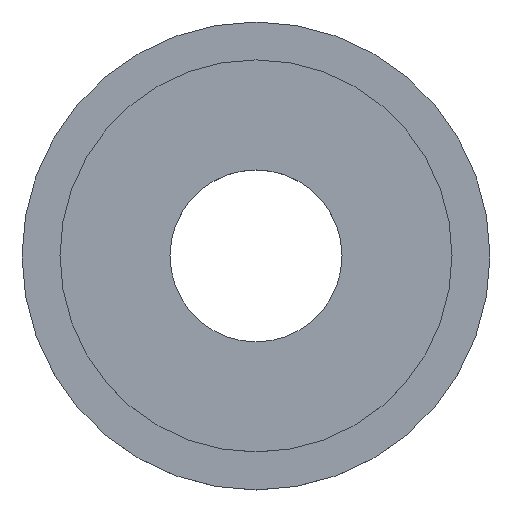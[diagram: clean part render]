
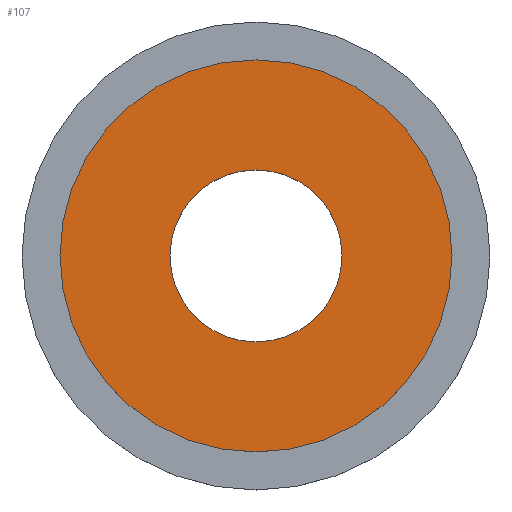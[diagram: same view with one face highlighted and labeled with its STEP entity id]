
A CAD part, top view. The second image highlights one B-rep face of the part: STEP entity #107.
In plain terms, the highlighted planar face has unit normal (0, 0, 1).
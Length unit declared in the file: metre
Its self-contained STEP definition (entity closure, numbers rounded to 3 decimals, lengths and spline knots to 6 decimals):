
#23=PLANE('',#136);
#38=ORIENTED_EDGE('',*,*,#47,.F.);
#39=ORIENTED_EDGE('',*,*,#40,.T.);
#40=EDGE_CURVE('',#48,#48,#56,.T.);
#47=EDGE_CURVE('',#55,#55,#63,.T.);
#48=VERTEX_POINT('',#174);
#55=VERTEX_POINT('',#194);
#56=CIRCLE('',#122,0.0034);
#63=CIRCLE('',#135,0.00775);
#78=EDGE_LOOP('',(#38));
#79=EDGE_LOOP('',(#39));
#94=FACE_BOUND('',#78,.T.);
#95=FACE_BOUND('',#79,.T.);
#107=ADVANCED_FACE('',(#94,#95),#23,.F.);
#122=AXIS2_PLACEMENT_3D('',#173,#141,#142);
#135=AXIS2_PLACEMENT_3D('',#193,#167,#168);
#136=AXIS2_PLACEMENT_3D('',#195,#169,#170);
#141=DIRECTION('',(0.,0.,-1.));
#142=DIRECTION('',(-1.,0.,0.));
#167=DIRECTION('',(0.,0.,-1.));
#168=DIRECTION('',(-1.,0.,0.));
#169=DIRECTION('',(0.,0.,-1.));
#170=DIRECTION('',(-1.,0.,0.));
#173=CARTESIAN_POINT('',(0.,0.,0.0024));
#174=CARTESIAN_POINT('',(-0.0034,0.,0.0024));
#193=CARTESIAN_POINT('',(0.,0.,0.0024));
#194=CARTESIAN_POINT('',(-0.00775,0.,0.0024));
#195=CARTESIAN_POINT('',(0.00775,0.,0.0024));
